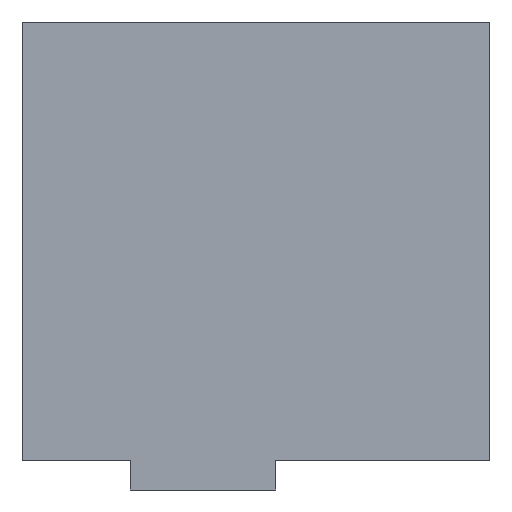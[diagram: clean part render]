
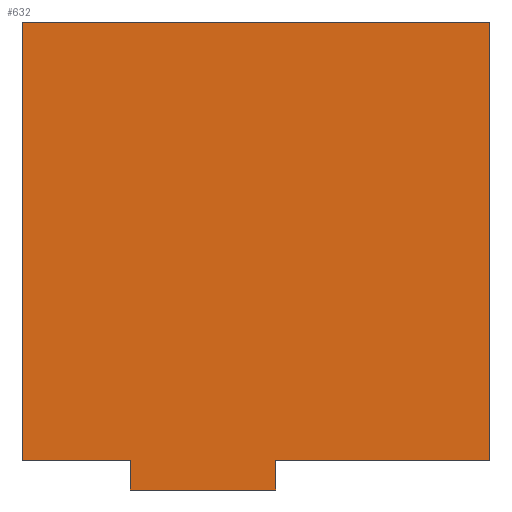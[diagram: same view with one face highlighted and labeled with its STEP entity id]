
A CAD part, left-side view. The second image highlights one B-rep face of the part: STEP entity #632.
In plain terms, the highlighted planar face has unit normal (-1, 0, 0).
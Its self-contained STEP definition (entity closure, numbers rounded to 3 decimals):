
#342=CARTESIAN_POINT('',(-0.747,-0.49,0.747));
#343=VERTEX_POINT('',#342);
#344=CARTESIAN_POINT('',(-0.747,-0.49,0.0));
#345=VERTEX_POINT('',#344);
#346=CARTESIAN_POINT('',(-0.747,-0.49,0.747));
#347=DIRECTION('',(0.0,0.0,-1.0));
#348=VECTOR('',#347,0.747);
#349=LINE('',#346,#348);
#350=EDGE_CURVE('',#343,#345,#349,.T.);
#386=CARTESIAN_POINT('',(-0.747,-0.125,0.0));
#387=VERTEX_POINT('',#386);
#388=CARTESIAN_POINT('',(-0.747,-0.49,0.0));
#389=DIRECTION('',(0.0,1.0,0.0));
#390=VECTOR('',#389,0.365);
#391=LINE('',#388,#390);
#392=EDGE_CURVE('',#345,#387,#391,.T.);
#417=CARTESIAN_POINT('',(-0.747,-0.125,-0.051));
#418=VERTEX_POINT('',#417);
#419=CARTESIAN_POINT('',(-0.747,-0.125,0.0));
#420=DIRECTION('',(0.0,0.0,-1.0));
#421=VECTOR('',#420,0.051);
#422=LINE('',#419,#421);
#423=EDGE_CURVE('',#387,#418,#422,.T.);
#448=CARTESIAN_POINT('',(-0.747,0.123,-0.051));
#449=VERTEX_POINT('',#448);
#450=CARTESIAN_POINT('',(-0.747,-0.125,-0.051));
#451=DIRECTION('',(0.0,1.0,0.0));
#452=VECTOR('',#451,0.248);
#453=LINE('',#450,#452);
#454=EDGE_CURVE('',#418,#449,#453,.T.);
#483=CARTESIAN_POINT('',(-0.747,0.123,0.0));
#484=VERTEX_POINT('',#483);
#485=CARTESIAN_POINT('',(-0.747,0.123,-0.051));
#486=DIRECTION('',(0.0,0.0,1.0));
#487=VECTOR('',#486,0.051);
#488=LINE('',#485,#487);
#489=EDGE_CURVE('',#449,#484,#488,.T.);
#514=CARTESIAN_POINT('',(-0.747,0.308,0.0));
#515=VERTEX_POINT('',#514);
#516=CARTESIAN_POINT('',(-0.747,0.123,0.0));
#517=DIRECTION('',(0.0,1.0,0.0));
#518=VECTOR('',#517,0.185);
#519=LINE('',#516,#518);
#520=EDGE_CURVE('',#484,#515,#519,.T.);
#545=CARTESIAN_POINT('',(-0.747,0.308,0.747));
#546=VERTEX_POINT('',#545);
#547=CARTESIAN_POINT('',(-0.747,0.308,0.0));
#548=DIRECTION('',(0.0,0.0,1.0));
#549=VECTOR('',#548,0.747);
#550=LINE('',#547,#549);
#551=EDGE_CURVE('',#515,#546,#550,.T.);
#580=CARTESIAN_POINT('',(-0.747,0.308,0.747));
#581=DIRECTION('',(0.0,-1.0,0.0));
#582=VECTOR('',#581,0.798);
#583=LINE('',#580,#582);
#584=EDGE_CURVE('',#546,#343,#583,.T.);
#617=CARTESIAN_POINT('',(-0.747,-0.49,0.747));
#618=DIRECTION('',(1.0,0.0,0.0));
#619=DIRECTION('',(0.0,0.0,1.0));
#620=AXIS2_PLACEMENT_3D('',#617,#618,#619);
#621=PLANE('',#620);
#622=ORIENTED_EDGE('',*,*,#350,.F.);
#623=ORIENTED_EDGE('',*,*,#584,.F.);
#624=ORIENTED_EDGE('',*,*,#551,.F.);
#625=ORIENTED_EDGE('',*,*,#520,.F.);
#626=ORIENTED_EDGE('',*,*,#489,.F.);
#627=ORIENTED_EDGE('',*,*,#454,.F.);
#628=ORIENTED_EDGE('',*,*,#423,.F.);
#629=ORIENTED_EDGE('',*,*,#392,.F.);
#630=EDGE_LOOP('',(#622,#623,#624,#625,#626,#627,#628,#629));
#631=FACE_OUTER_BOUND('',#630,.T.);
#632=ADVANCED_FACE('',(#631),#621,.F.);
